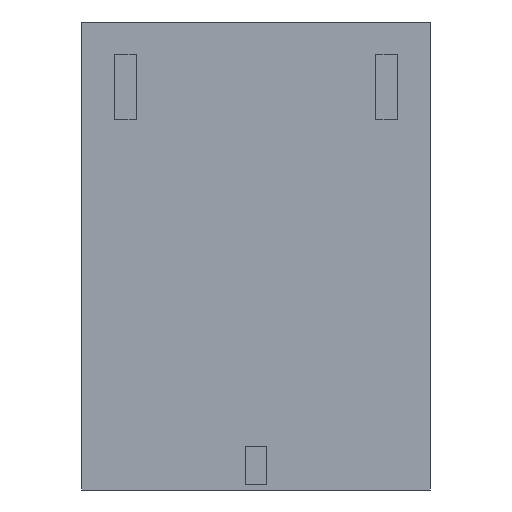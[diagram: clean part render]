
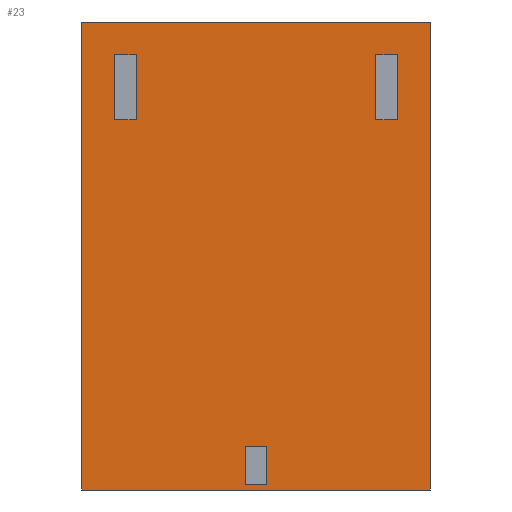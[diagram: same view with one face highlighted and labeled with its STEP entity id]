
A CAD part, front view. The second image highlights one B-rep face of the part: STEP entity #23.
In plain terms, the highlighted planar face has unit normal (0, -1, 0).
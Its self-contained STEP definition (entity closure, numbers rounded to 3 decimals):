
#14 = EDGE_LOOP ( 'NONE', ( #15, #17, #40, #44 ) ) ;
#15 = ORIENTED_EDGE ( 'NONE', *, *, #19, .F. ) ;
#16 = VERTEX_POINT ( 'NONE', #494 ) ;
#17 = ORIENTED_EDGE ( 'NONE', *, *, #338, .T. ) ;
#19 = EDGE_CURVE ( 'NONE', #332, #16, #489, .T. ) ;
#23 = ADVANCED_FACE ( 'NONE', ( #476, #475, #474, #473 ), #520, .T. ) ;
#28 = EDGE_CURVE ( 'NONE', #31, #35, #541, .T. ) ;
#29 = EDGE_CURVE ( 'NONE', #33, #63, #537, .T. ) ;
#30 = EDGE_LOOP ( 'NONE', ( #50, #52, #53, #39 ) ) ;
#31 = VERTEX_POINT ( 'NONE', #533 ) ;
#32 = VERTEX_POINT ( 'NONE', #532 ) ;
#33 = VERTEX_POINT ( 'NONE', #531 ) ;
#34 = EDGE_CURVE ( 'NONE', #32, #60, #530, .T. ) ;
#35 = VERTEX_POINT ( 'NONE', #586 ) ;
#36 = EDGE_CURVE ( 'NONE', #66, #125, #585, .T. ) ;
#37 = ORIENTED_EDGE ( 'NONE', *, *, #47, .F. ) ;
#38 = EDGE_CURVE ( 'NONE', #35, #33, #581, .T. ) ;
#39 = ORIENTED_EDGE ( 'NONE', *, *, #51, .T. ) ;
#40 = ORIENTED_EDGE ( 'NONE', *, *, #302, .T. ) ;
#41 = ORIENTED_EDGE ( 'NONE', *, *, #29, .F. ) ;
#42 = VERTEX_POINT ( 'NONE', #577 ) ;
#43 = EDGE_LOOP ( 'NONE', ( #62, #37, #41, #61 ) ) ;
#44 = ORIENTED_EDGE ( 'NONE', *, *, #45, .T. ) ;
#45 = EDGE_CURVE ( 'NONE', #300, #16, #576, .T. ) ;
#46 = ORIENTED_EDGE ( 'NONE', *, *, #36, .F. ) ;
#47 = EDGE_CURVE ( 'NONE', #63, #31, #572, .T. ) ;
#48 = EDGE_LOOP ( 'NONE', ( #46, #56, #186, #69 ) ) ;
#49 = VERTEX_POINT ( 'NONE', #568 ) ;
#50 = ORIENTED_EDGE ( 'NONE', *, *, #65, .T. ) ;
#51 = EDGE_CURVE ( 'NONE', #32, #42, #567, .T. ) ;
#52 = ORIENTED_EDGE ( 'NONE', *, *, #54, .T. ) ;
#53 = ORIENTED_EDGE ( 'NONE', *, *, #34, .F. ) ;
#54 = EDGE_CURVE ( 'NONE', #49, #60, #563, .T. ) ;
#56 = ORIENTED_EDGE ( 'NONE', *, *, #178, .F. ) ;
#60 = VERTEX_POINT ( 'NONE', #594 ) ;
#61 = ORIENTED_EDGE ( 'NONE', *, *, #38, .F. ) ;
#62 = ORIENTED_EDGE ( 'NONE', *, *, #28, .F. ) ;
#63 = VERTEX_POINT ( 'NONE', #593 ) ;
#65 = EDGE_CURVE ( 'NONE', #42, #49, #588, .T. ) ;
#66 = VERTEX_POINT ( 'NONE', #648 ) ;
#69 = ORIENTED_EDGE ( 'NONE', *, *, #71, .F. ) ;
#71 = EDGE_CURVE ( 'NONE', #125, #176, #647, .T. ) ;
#125 = VERTEX_POINT ( 'NONE', #776 ) ;
#176 = VERTEX_POINT ( 'NONE', #960 ) ;
#178 = EDGE_CURVE ( 'NONE', #182, #66, #959, .T. ) ;
#182 = VERTEX_POINT ( 'NONE', #955 ) ;
#186 = ORIENTED_EDGE ( 'NONE', *, *, #188, .F. ) ;
#188 = EDGE_CURVE ( 'NONE', #176, #182, #953, .T. ) ;
#300 = VERTEX_POINT ( 'NONE', #1302 ) ;
#302 = EDGE_CURVE ( 'NONE', #303, #300, #1301, .T. ) ;
#303 = VERTEX_POINT ( 'NONE', #1297 ) ;
#332 = VERTEX_POINT ( 'NONE', #1391 ) ;
#338 = EDGE_CURVE ( 'NONE', #332, #303, #1384, .T. ) ;
#473 = FACE_BOUND ( 'NONE', #48, .T. ) ;
#474 = FACE_BOUND ( 'NONE', #30, .T. ) ;
#475 = FACE_BOUND ( 'NONE', #43, .T. ) ;
#476 = FACE_OUTER_BOUND ( 'NONE', #14, .T. ) ;
#486 = DIRECTION ( 'NONE',  ( 0., 0., 1. ) ) ;
#487 = VECTOR ( 'NONE', #486, 1000. ) ;
#488 = CARTESIAN_POINT ( 'NONE',  ( -1.6, 0., 0. ) ) ;
#489 = LINE ( 'NONE', #488, #487 ) ;
#494 = CARTESIAN_POINT ( 'NONE',  ( -1.6, 0., 2.15 ) ) ;
#515 = DIRECTION ( 'NONE',  ( 0., 0., -1. ) ) ;
#516 = DIRECTION ( 'NONE',  ( 0., -1., 0. ) ) ;
#517 = CARTESIAN_POINT ( 'NONE',  ( -1.6, 0., 2.15 ) ) ;
#518 = AXIS2_PLACEMENT_3D ( 'NONE', #517, #516, #515 ) ;
#520 = PLANE ( 'NONE',  #518 ) ;
#528 = VECTOR ( 'NONE', #587, 1000. ) ;
#529 = CARTESIAN_POINT ( 'NONE',  ( -0.1, 0., -1.75 ) ) ;
#530 = LINE ( 'NONE', #529, #528 ) ;
#531 = CARTESIAN_POINT ( 'NONE',  ( -1.1, 0., 1.85 ) ) ;
#532 = CARTESIAN_POINT ( 'NONE',  ( -0.1, 0., -1.75 ) ) ;
#533 = CARTESIAN_POINT ( 'NONE',  ( -1.3, 0., 1.25 ) ) ;
#534 = DIRECTION ( 'NONE',  ( -1., 0., 0. ) ) ;
#535 = VECTOR ( 'NONE', #534, 1000. ) ;
#536 = CARTESIAN_POINT ( 'NONE',  ( -1.1, 0., 1.85 ) ) ;
#537 = LINE ( 'NONE', #536, #535 ) ;
#538 = DIRECTION ( 'NONE',  ( 1., 0., 0. ) ) ;
#539 = VECTOR ( 'NONE', #538, 1000. ) ;
#540 = CARTESIAN_POINT ( 'NONE',  ( -1.3, 0., 1.25 ) ) ;
#541 = LINE ( 'NONE', #540, #539 ) ;
#560 = DIRECTION ( 'NONE',  ( -1., 0., 0. ) ) ;
#561 = VECTOR ( 'NONE', #560, 1000. ) ;
#562 = CARTESIAN_POINT ( 'NONE',  ( 0.1, 0., -2.1 ) ) ;
#563 = LINE ( 'NONE', #562, #561 ) ;
#564 = DIRECTION ( 'NONE',  ( 1., 0., 0. ) ) ;
#565 = VECTOR ( 'NONE', #564, 1000. ) ;
#566 = CARTESIAN_POINT ( 'NONE',  ( -0.1, 0., -1.75 ) ) ;
#567 = LINE ( 'NONE', #566, #565 ) ;
#568 = CARTESIAN_POINT ( 'NONE',  ( 0.1, 0., -2.1 ) ) ;
#569 = DIRECTION ( 'NONE',  ( 0., 0., -1. ) ) ;
#570 = VECTOR ( 'NONE', #569, 1000. ) ;
#571 = CARTESIAN_POINT ( 'NONE',  ( -1.3, 0., 1.85 ) ) ;
#572 = LINE ( 'NONE', #571, #570 ) ;
#573 = DIRECTION ( 'NONE',  ( -1., 0., 0. ) ) ;
#574 = VECTOR ( 'NONE', #573, 1000. ) ;
#575 = CARTESIAN_POINT ( 'NONE',  ( 0., 0., 2.15 ) ) ;
#576 = LINE ( 'NONE', #575, #574 ) ;
#577 = CARTESIAN_POINT ( 'NONE',  ( 0.1, 0., -1.75 ) ) ;
#578 = DIRECTION ( 'NONE',  ( 0., 0., 1. ) ) ;
#579 = VECTOR ( 'NONE', #578, 1000. ) ;
#580 = CARTESIAN_POINT ( 'NONE',  ( -1.1, 0., 1.25 ) ) ;
#581 = LINE ( 'NONE', #580, #579 ) ;
#582 = DIRECTION ( 'NONE',  ( 0., 0., 1. ) ) ;
#583 = VECTOR ( 'NONE', #582, 1000. ) ;
#584 = CARTESIAN_POINT ( 'NONE',  ( 1.3, 0., 1.85 ) ) ;
#585 = LINE ( 'NONE', #584, #583 ) ;
#586 = CARTESIAN_POINT ( 'NONE',  ( -1.1, 0., 1.25 ) ) ;
#587 = DIRECTION ( 'NONE',  ( 0., 0., -1. ) ) ;
#588 = LINE ( 'NONE', #651, #650 ) ;
#593 = CARTESIAN_POINT ( 'NONE',  ( -1.3, 0., 1.85 ) ) ;
#594 = CARTESIAN_POINT ( 'NONE',  ( -0.1, 0., -2.1 ) ) ;
#644 = DIRECTION ( 'NONE',  ( -1., 0., 0. ) ) ;
#645 = VECTOR ( 'NONE', #644, 1000. ) ;
#646 = CARTESIAN_POINT ( 'NONE',  ( 1.1, 0., 1.85 ) ) ;
#647 = LINE ( 'NONE', #646, #645 ) ;
#648 = CARTESIAN_POINT ( 'NONE',  ( 1.3, 0., 1.25 ) ) ;
#649 = DIRECTION ( 'NONE',  ( 0., 0., -1. ) ) ;
#650 = VECTOR ( 'NONE', #649, 1000. ) ;
#651 = CARTESIAN_POINT ( 'NONE',  ( 0.1, 0., -1.75 ) ) ;
#776 = CARTESIAN_POINT ( 'NONE',  ( 1.3, 0., 1.85 ) ) ;
#950 = DIRECTION ( 'NONE',  ( 0., 0., -1. ) ) ;
#951 = VECTOR ( 'NONE', #950, 1000. ) ;
#952 = CARTESIAN_POINT ( 'NONE',  ( 1.1, 0., 1.25 ) ) ;
#953 = LINE ( 'NONE', #952, #951 ) ;
#955 = CARTESIAN_POINT ( 'NONE',  ( 1.1, 0., 1.25 ) ) ;
#956 = DIRECTION ( 'NONE',  ( 1., 0., 0. ) ) ;
#957 = VECTOR ( 'NONE', #956, 1000. ) ;
#958 = CARTESIAN_POINT ( 'NONE',  ( 1.3, 0., 1.25 ) ) ;
#959 = LINE ( 'NONE', #958, #957 ) ;
#960 = CARTESIAN_POINT ( 'NONE',  ( 1.1, 0., 1.85 ) ) ;
#1297 = CARTESIAN_POINT ( 'NONE',  ( 1.6, 0., -2.15 ) ) ;
#1298 = DIRECTION ( 'NONE',  ( 0., 0., 1. ) ) ;
#1299 = VECTOR ( 'NONE', #1298, 1000. ) ;
#1300 = CARTESIAN_POINT ( 'NONE',  ( 1.6, 0., 0.275 ) ) ;
#1301 = LINE ( 'NONE', #1300, #1299 ) ;
#1302 = CARTESIAN_POINT ( 'NONE',  ( 1.6, 0., 2.15 ) ) ;
#1381 = DIRECTION ( 'NONE',  ( 1., 0., 0. ) ) ;
#1382 = VECTOR ( 'NONE', #1381, 1000. ) ;
#1383 = CARTESIAN_POINT ( 'NONE',  ( -1.6, 0., -2.15 ) ) ;
#1384 = LINE ( 'NONE', #1383, #1382 ) ;
#1391 = CARTESIAN_POINT ( 'NONE',  ( -1.6, 0., -2.15 ) ) ;
